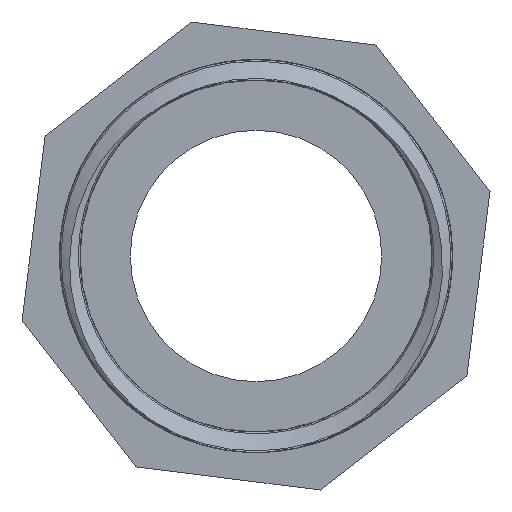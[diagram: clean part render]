
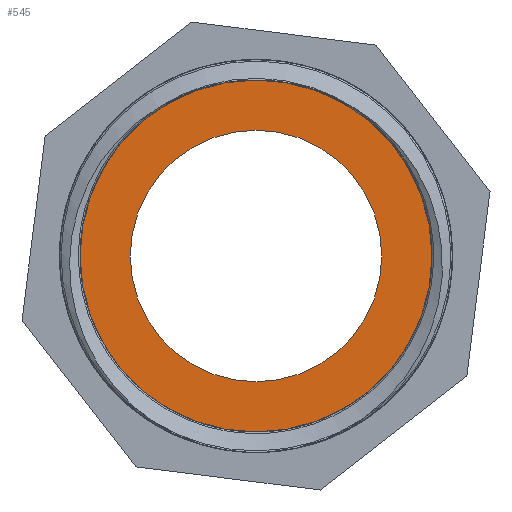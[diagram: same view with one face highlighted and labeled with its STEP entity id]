
A CAD part, left-side view. The second image highlights one B-rep face of the part: STEP entity #545.
In plain terms, the highlighted planar face has unit normal (-1, 0, 0).
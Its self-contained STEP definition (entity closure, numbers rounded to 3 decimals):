
#128=PLANE('',#589);
#138=FACE_BOUND('',#200,.T.);
#159=FACE_OUTER_BOUND('',#199,.T.);
#199=EDGE_LOOP('',(#429));
#200=EDGE_LOOP('',(#430));
#229=CIRCLE('',#572,7.458);
#234=CIRCLE('',#590,5.33);
#243=VERTEX_POINT('',#710);
#264=VERTEX_POINT('',#773);
#297=EDGE_CURVE('',#243,#243,#229,.T.);
#326=EDGE_CURVE('',#264,#264,#234,.T.);
#429=ORIENTED_EDGE('',*,*,#297,.T.);
#430=ORIENTED_EDGE('',*,*,#326,.F.);
#545=ADVANCED_FACE('',(#159,#138),#128,.T.);
#572=AXIS2_PLACEMENT_3D('',#711,#612,#613);
#589=AXIS2_PLACEMENT_3D('',#772,#670,#671);
#590=AXIS2_PLACEMENT_3D('',#774,#672,#673);
#612=DIRECTION('center_axis',(-1.,0.,0.));
#613=DIRECTION('ref_axis',(0.,0.,1.));
#670=DIRECTION('center_axis',(-1.,0.,0.));
#671=DIRECTION('ref_axis',(0.,0.,1.));
#672=DIRECTION('center_axis',(-1.,0.,0.));
#673=DIRECTION('ref_axis',(0.,0.,1.));
#710=CARTESIAN_POINT('',(-15.85,0.,7.458));
#711=CARTESIAN_POINT('Origin',(-15.85,0.,0.));
#772=CARTESIAN_POINT('Origin',(-15.85,-5.33,0.));
#773=CARTESIAN_POINT('',(-15.85,-5.33,0.));
#774=CARTESIAN_POINT('Origin',(-15.85,0.,0.));
